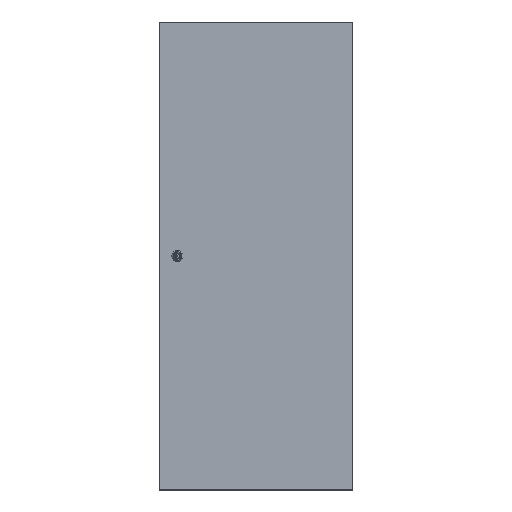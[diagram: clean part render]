
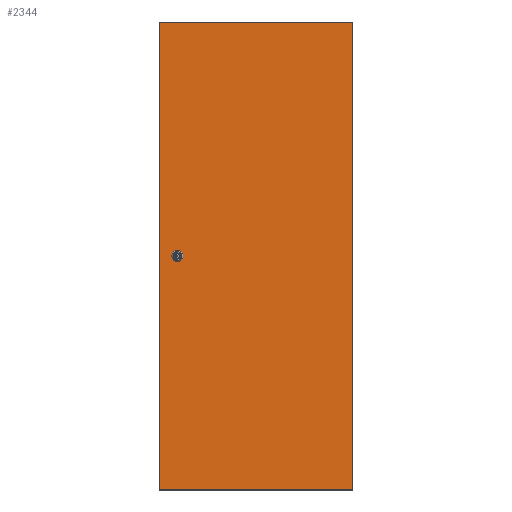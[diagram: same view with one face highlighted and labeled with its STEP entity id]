
A CAD part, top view. The second image highlights one B-rep face of the part: STEP entity #2344.
In plain terms, the highlighted planar face has unit normal (0, 0, 1).
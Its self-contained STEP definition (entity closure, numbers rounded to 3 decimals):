
#16 = AXIS2_PLACEMENT_3D ( 'NONE', #11401, #34181, #4890 ) ;
#219 = DIRECTION ( 'NONE',  ( 0., 0., 1. ) ) ;
#426 = ORIENTED_EDGE ( 'NONE', *, *, #39508, .F. ) ;
#751 = LINE ( 'NONE', #13589, #2249 ) ;
#834 = EDGE_CURVE ( 'NONE', #9659, #22880, #17137, .T. ) ;
#1437 = DIRECTION ( 'NONE',  ( 0., 1., 0. ) ) ;
#1954 = CARTESIAN_POINT ( 'NONE',  ( 44.644, 589.95, 17.5 ) ) ;
#2249 = VECTOR ( 'NONE', #30681, 1000. ) ;
#2344 = ADVANCED_FACE ( 'NONE', ( #27755, #34989 ), #25343, .T. ) ;
#2692 = CARTESIAN_POINT ( 'NONE',  ( 497.5, 1197., 17.5 ) ) ;
#2707 = DIRECTION ( 'NONE',  ( 0., 0., 1. ) ) ;
#2831 = CARTESIAN_POINT ( 'NONE',  ( 49.7, 600., 17.5 ) ) ;
#3166 = VERTEX_POINT ( 'NONE', #16734 ) ;
#4138 = LINE ( 'NONE', #17446, #38405 ) ;
#4337 = ORIENTED_EDGE ( 'NONE', *, *, #31014, .T. ) ;
#4516 = VECTOR ( 'NONE', #1437, 1000. ) ;
#4890 = DIRECTION ( 'NONE',  ( 1., 0., 0. ) ) ;
#5413 = CARTESIAN_POINT ( 'NONE',  ( 54.756, 610.05, 17.5 ) ) ;
#6052 = VECTOR ( 'NONE', #25227, 1000. ) ;
#6118 = ORIENTED_EDGE ( 'NONE', *, *, #42237, .F. ) ;
#6190 = LINE ( 'NONE', #2692, #11657 ) ;
#6213 = CARTESIAN_POINT ( 'NONE',  ( 497.5, 3., 17.5 ) ) ;
#7037 = CARTESIAN_POINT ( 'NONE',  ( 54.756, 610.05, 17.5 ) ) ;
#7117 = CARTESIAN_POINT ( 'NONE',  ( 3., 3., 17.5 ) ) ;
#7444 = CARTESIAN_POINT ( 'NONE',  ( 3., 1197., 17.5 ) ) ;
#7703 = VERTEX_POINT ( 'NONE', #5413 ) ;
#8317 = CIRCLE ( 'NONE', #35592, 11.25 ) ;
#9425 = DIRECTION ( 'NONE',  ( 0., 1., 0. ) ) ;
#9439 = DIRECTION ( 'NONE',  ( 1., 0., 0. ) ) ;
#9514 = VERTEX_POINT ( 'NONE', #6213 ) ;
#9659 = VERTEX_POINT ( 'NONE', #31545 ) ;
#9680 = ORIENTED_EDGE ( 'NONE', *, *, #18202, .F. ) ;
#11127 = DIRECTION ( 'NONE',  ( 0., 0., 1. ) ) ;
#11401 = CARTESIAN_POINT ( 'NONE',  ( 49.7, 600., 17.5 ) ) ;
#11657 = VECTOR ( 'NONE', #9425, 1000. ) ;
#12985 = EDGE_CURVE ( 'NONE', #24553, #9514, #37070, .T. ) ;
#13193 = EDGE_CURVE ( 'NONE', #18592, #40739, #25641, .T. ) ;
#13550 = DIRECTION ( 'NONE',  ( -1., 0., 0. ) ) ;
#13589 = CARTESIAN_POINT ( 'NONE',  ( 54.756, 589.95, 17.5 ) ) ;
#13987 = CARTESIAN_POINT ( 'NONE',  ( 39.65, 605.056, 17.5 ) ) ;
#14807 = DIRECTION ( 'NONE',  ( 0., 0., 1. ) ) ;
#15440 = CARTESIAN_POINT ( 'NONE',  ( 39.65, 594.944, 17.5 ) ) ;
#15789 = VERTEX_POINT ( 'NONE', #33923 ) ;
#16158 = EDGE_LOOP ( 'NONE', ( #38502, #16509, #23312, #9680, #6118, #38214, #17916, #426 ) ) ;
#16509 = ORIENTED_EDGE ( 'NONE', *, *, #834, .F. ) ;
#16688 = EDGE_CURVE ( 'NONE', #15789, #9659, #37716, .T. ) ;
#16734 = CARTESIAN_POINT ( 'NONE',  ( 497.5, 1197., 17.5 ) ) ;
#17137 = LINE ( 'NONE', #37476, #4516 ) ;
#17446 = CARTESIAN_POINT ( 'NONE',  ( 3., 1197., 17.5 ) ) ;
#17718 = CARTESIAN_POINT ( 'NONE',  ( 0., 0., 17.5 ) ) ;
#17916 = ORIENTED_EDGE ( 'NONE', *, *, #41654, .F. ) ;
#18081 = CARTESIAN_POINT ( 'NONE',  ( 49.7, 600., 17.5 ) ) ;
#18137 = DIRECTION ( 'NONE',  ( 1., 0., 0. ) ) ;
#18202 = EDGE_CURVE ( 'NONE', #24245, #15789, #751, .T. ) ;
#18360 = EDGE_LOOP ( 'NONE', ( #24157, #34602, #4337, #33473 ) ) ;
#18431 = CARTESIAN_POINT ( 'NONE',  ( 44.644, 610.05, 17.5 ) ) ;
#18592 = VERTEX_POINT ( 'NONE', #13987 ) ;
#19476 = AXIS2_PLACEMENT_3D ( 'NONE', #17718, #11127, #18137 ) ;
#19960 = VECTOR ( 'NONE', #27212, 1000. ) ;
#20106 = CIRCLE ( 'NONE', #41748, 11.25 ) ;
#22880 = VERTEX_POINT ( 'NONE', #39990 ) ;
#23312 = ORIENTED_EDGE ( 'NONE', *, *, #16688, .F. ) ;
#23929 = VERTEX_POINT ( 'NONE', #25426 ) ;
#24157 = ORIENTED_EDGE ( 'NONE', *, *, #25605, .T. ) ;
#24245 = VERTEX_POINT ( 'NONE', #1954 ) ;
#24553 = VERTEX_POINT ( 'NONE', #41979 ) ;
#25227 = DIRECTION ( 'NONE',  ( 0., -1., 0. ) ) ;
#25343 = PLANE ( 'NONE',  #19476 ) ;
#25426 = CARTESIAN_POINT ( 'NONE',  ( 3., 1197., 17.5 ) ) ;
#25605 = EDGE_CURVE ( 'NONE', #23929, #24553, #4138, .T. ) ;
#25641 = LINE ( 'NONE', #32027, #6052 ) ;
#26455 = LINE ( 'NONE', #7037, #31181 ) ;
#26918 = EDGE_CURVE ( 'NONE', #3166, #23929, #37395, .T. ) ;
#27212 = DIRECTION ( 'NONE',  ( 1., 0., 0. ) ) ;
#27755 = FACE_BOUND ( 'NONE', #16158, .T. ) ;
#28606 = AXIS2_PLACEMENT_3D ( 'NONE', #2831, #219, #39338 ) ;
#30681 = DIRECTION ( 'NONE',  ( 1., 0., 0. ) ) ;
#30788 = DIRECTION ( 'NONE',  ( 1., 0., 0. ) ) ;
#30794 = DIRECTION ( 'NONE',  ( 0., -1., 0. ) ) ;
#31014 = EDGE_CURVE ( 'NONE', #9514, #3166, #6190, .T. ) ;
#31181 = VECTOR ( 'NONE', #13550, 1000. ) ;
#31545 = CARTESIAN_POINT ( 'NONE',  ( 59.75, 594.944, 17.5 ) ) ;
#32027 = CARTESIAN_POINT ( 'NONE',  ( 39.65, 594.944, 17.5 ) ) ;
#32807 = CIRCLE ( 'NONE', #28606, 11.25 ) ;
#33473 = ORIENTED_EDGE ( 'NONE', *, *, #26918, .T. ) ;
#33923 = CARTESIAN_POINT ( 'NONE',  ( 54.756, 589.95, 17.5 ) ) ;
#34181 = DIRECTION ( 'NONE',  ( 0., 0., 1. ) ) ;
#34342 = DIRECTION ( 'NONE',  ( -1., 0., 0. ) ) ;
#34602 = ORIENTED_EDGE ( 'NONE', *, *, #12985, .T. ) ;
#34989 = FACE_OUTER_BOUND ( 'NONE', #18360, .T. ) ;
#35592 = AXIS2_PLACEMENT_3D ( 'NONE', #39419, #2707, #9439 ) ;
#37070 = LINE ( 'NONE', #7117, #19960 ) ;
#37395 = LINE ( 'NONE', #7444, #39283 ) ;
#37476 = CARTESIAN_POINT ( 'NONE',  ( 59.75, 594.944, 17.5 ) ) ;
#37716 = CIRCLE ( 'NONE', #16, 11.25 ) ;
#38214 = ORIENTED_EDGE ( 'NONE', *, *, #13193, .F. ) ;
#38405 = VECTOR ( 'NONE', #30794, 1000. ) ;
#38502 = ORIENTED_EDGE ( 'NONE', *, *, #38799, .F. ) ;
#38799 = EDGE_CURVE ( 'NONE', #22880, #7703, #32807, .T. ) ;
#39283 = VECTOR ( 'NONE', #34342, 1000. ) ;
#39338 = DIRECTION ( 'NONE',  ( 1., 0., 0. ) ) ;
#39359 = VERTEX_POINT ( 'NONE', #18431 ) ;
#39419 = CARTESIAN_POINT ( 'NONE',  ( 49.7, 600., 17.5 ) ) ;
#39508 = EDGE_CURVE ( 'NONE', #7703, #39359, #26455, .T. ) ;
#39990 = CARTESIAN_POINT ( 'NONE',  ( 59.75, 605.056, 17.5 ) ) ;
#40739 = VERTEX_POINT ( 'NONE', #15440 ) ;
#41654 = EDGE_CURVE ( 'NONE', #39359, #18592, #20106, .T. ) ;
#41748 = AXIS2_PLACEMENT_3D ( 'NONE', #18081, #14807, #30788 ) ;
#41979 = CARTESIAN_POINT ( 'NONE',  ( 3., 3., 17.5 ) ) ;
#42237 = EDGE_CURVE ( 'NONE', #40739, #24245, #8317, .T. ) ;
